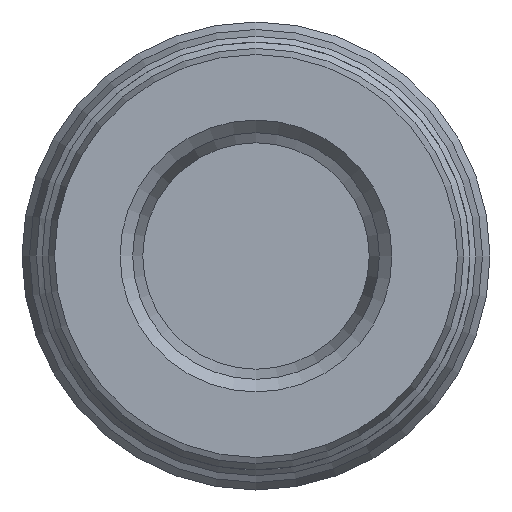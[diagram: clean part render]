
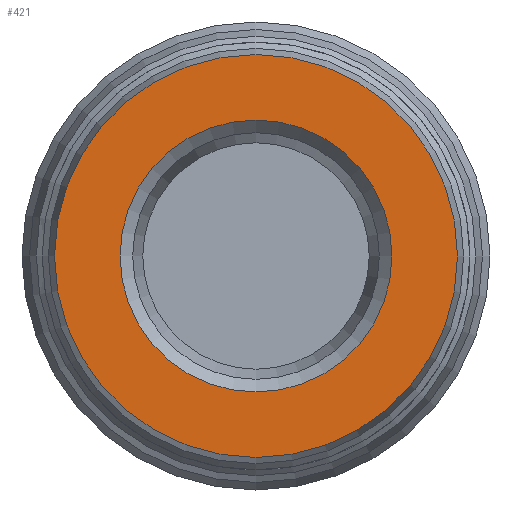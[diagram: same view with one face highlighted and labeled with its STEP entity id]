
A CAD part, front view. The second image highlights one B-rep face of the part: STEP entity #421.
In plain terms, the highlighted planar face has unit normal (0, -1, 0).
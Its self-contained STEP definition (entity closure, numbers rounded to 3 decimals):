
#60=PLANE('',#631);
#123=EDGE_LOOP('',(#223));
#124=EDGE_LOOP('',(#224));
#223=ORIENTED_EDGE('',*,*,#306,.T.);
#224=ORIENTED_EDGE('',*,*,#305,.F.);
#305=EDGE_CURVE('',#566,#566,#345,.T.);
#306=EDGE_CURVE('',#567,#567,#346,.T.);
#345=CIRCLE('',#628,8.009);
#346=CIRCLE('',#630,5.404);
#421=ADVANCED_FACE('',(#492,#493),#60,.T.);
#492=FACE_BOUND('',#123,.T.);
#493=FACE_BOUND('',#124,.T.);
#566=VERTEX_POINT('',#1423);
#567=VERTEX_POINT('',#1426);
#628=AXIS2_PLACEMENT_3D('',#1422,#760,#761);
#630=AXIS2_PLACEMENT_3D('',#1425,#764,#765);
#631=AXIS2_PLACEMENT_3D('',#1427,#766,#767);
#760=DIRECTION('',(0.,1.,0.));
#761=DIRECTION('',(-1.,0.,0.));
#764=DIRECTION('',(0.,1.,0.));
#765=DIRECTION('',(-1.,0.,0.));
#766=DIRECTION('',(0.,-1.,0.));
#767=DIRECTION('',(-1.,0.,0.));
#1422=CARTESIAN_POINT('',(-102.115,-1.276,0.));
#1423=CARTESIAN_POINT('',(-110.124,-1.276,0.));
#1425=CARTESIAN_POINT('',(-102.115,-1.276,0.));
#1426=CARTESIAN_POINT('',(-107.52,-1.276,0.));
#1427=CARTESIAN_POINT('',(-110.124,-1.276,0.));
